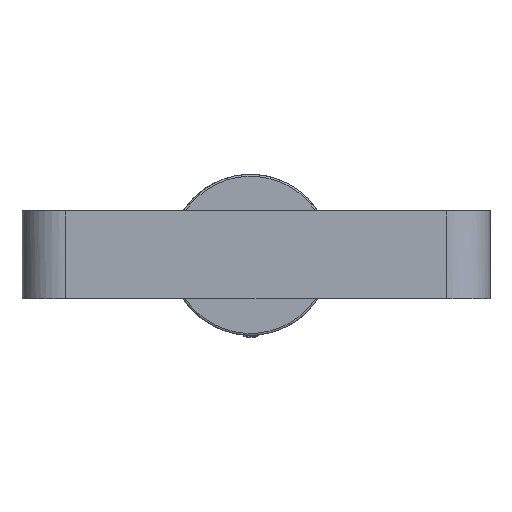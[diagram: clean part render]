
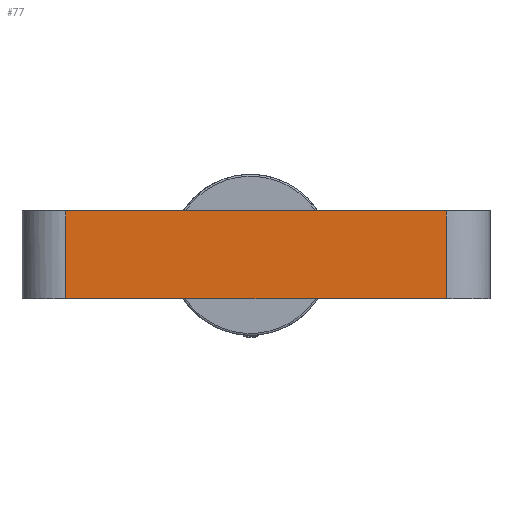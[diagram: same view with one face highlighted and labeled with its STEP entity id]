
A CAD part, front view. The second image highlights one B-rep face of the part: STEP entity #77.
In plain terms, the highlighted face is planar.
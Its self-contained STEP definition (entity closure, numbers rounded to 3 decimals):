
#77=ADVANCED_FACE('',(#187),#1775,.T.);
#187=FACE_OUTER_BOUND('',#302,.T.);
#302=EDGE_LOOP('',(#535,#536,#537,#538));
#535=ORIENTED_EDGE('',*,*,#1020,.F.);
#536=ORIENTED_EDGE('',*,*,#1022,.F.);
#537=ORIENTED_EDGE('',*,*,#1023,.F.);
#538=ORIENTED_EDGE('',*,*,#1021,.F.);
#1020=EDGE_CURVE('',#1612,#1609,#1289,.T.);
#1021=EDGE_CURVE('',#1609,#1613,#1290,.T.);
#1022=EDGE_CURVE('',#1614,#1612,#1291,.T.);
#1023=EDGE_CURVE('',#1613,#1614,#1292,.T.);
#1289=B_SPLINE_CURVE_WITH_KNOTS('',1,(#3237,#3238),.UNSPECIFIED.,.F.,.F.,
(2,2),(0.,24.),.UNSPECIFIED.);
#1290=B_SPLINE_CURVE_WITH_KNOTS('',1,(#3239,#3240),.UNSPECIFIED.,.F.,.F.,
(2,2),(-104.,0.),.UNSPECIFIED.);
#1291=B_SPLINE_CURVE_WITH_KNOTS('',1,(#3241,#3242),.UNSPECIFIED.,.F.,.F.,
(2,2),(-104.,0.),.UNSPECIFIED.);
#1292=B_SPLINE_CURVE_WITH_KNOTS('',1,(#3243,#3244),.UNSPECIFIED.,.F.,.F.,
(2,2),(-24.,0.),.UNSPECIFIED.);
#1609=VERTEX_POINT('',#3185);
#1612=VERTEX_POINT('',#3188);
#1613=VERTEX_POINT('',#3189);
#1614=VERTEX_POINT('',#3190);
#1775=PLANE('',#1934);
#1934=AXIS2_PLACEMENT_3D('',#3164,#2030,$);
#2030=DIRECTION('',(0.,0.,1.));
#3164=CARTESIAN_POINT('',(61.946,-4.093,84.851));
#3185=CARTESIAN_POINT('',(51.546,-1.693,84.851));
#3188=CARTESIAN_POINT('',(51.546,22.307,84.851));
#3189=CARTESIAN_POINT('',(-52.454,-1.693,84.851));
#3190=CARTESIAN_POINT('',(-52.454,22.307,84.851));
#3237=CARTESIAN_POINT('',(51.546,22.307,84.851));
#3238=CARTESIAN_POINT('',(51.546,-1.693,84.851));
#3239=CARTESIAN_POINT('',(51.546,-1.693,84.851));
#3240=CARTESIAN_POINT('',(-52.454,-1.693,84.851));
#3241=CARTESIAN_POINT('',(-52.454,22.307,84.851));
#3242=CARTESIAN_POINT('',(51.546,22.307,84.851));
#3243=CARTESIAN_POINT('',(-52.454,-1.693,84.851));
#3244=CARTESIAN_POINT('',(-52.454,22.307,84.851));
